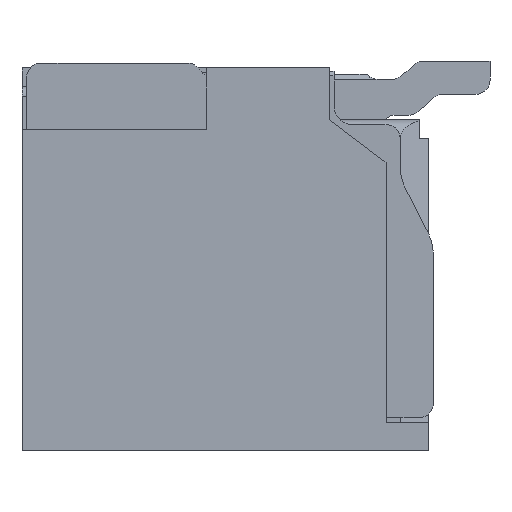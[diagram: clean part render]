
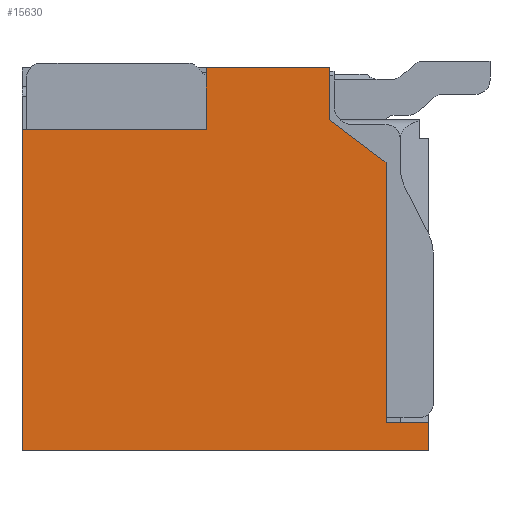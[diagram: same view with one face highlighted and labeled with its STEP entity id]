
A CAD part, left-side view. The second image highlights one B-rep face of the part: STEP entity #15630.
In plain terms, the highlighted planar face has unit normal (-1, 0, 0).
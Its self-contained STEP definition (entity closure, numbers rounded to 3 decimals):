
#204 = DIRECTION ( 'NONE',  ( 0., 0., -1. ) ) ;
#475 = VERTEX_POINT ( 'NONE', #17795 ) ;
#950 = VECTOR ( 'NONE', #20802, 1000. ) ;
#1084 = EDGE_CURVE ( 'NONE', #3567, #19694, #18629, .T. ) ;
#1375 = VECTOR ( 'NONE', #14961, 1000. ) ;
#1376 = CARTESIAN_POINT ( 'NONE',  ( -3.5, -1.1, 2.025 ) ) ;
#1540 = CARTESIAN_POINT ( 'NONE',  ( -3.5, -1.1, 1.475 ) ) ;
#1579 = CARTESIAN_POINT ( 'NONE',  ( -3.5, 0.2, 1.375 ) ) ;
#1807 = EDGE_CURVE ( 'NONE', #15002, #3567, #16930, .T. ) ;
#2081 = VERTEX_POINT ( 'NONE', #13696 ) ;
#2150 = EDGE_CURVE ( 'NONE', #2081, #475, #12570, .T. ) ;
#2256 = CARTESIAN_POINT ( 'NONE',  ( -3.5, 0.2, 0. ) ) ;
#2428 = ORIENTED_EDGE ( 'NONE', *, *, #13385, .F. ) ;
#2477 = EDGE_CURVE ( 'NONE', #7349, #15002, #23131, .T. ) ;
#2710 = VECTOR ( 'NONE', #17185, 1000. ) ;
#2989 = CARTESIAN_POINT ( 'NONE',  ( -3.5, -1.7, 0. ) ) ;
#3173 = PLANE ( 'NONE',  #16575 ) ;
#3469 = VERTEX_POINT ( 'NONE', #22454 ) ;
#3567 = VERTEX_POINT ( 'NONE', #1579 ) ;
#3675 = CARTESIAN_POINT ( 'NONE',  ( -3.5, -1.1, 0. ) ) ;
#3761 = CARTESIAN_POINT ( 'NONE',  ( -3.5, -2.15, -1.725 ) ) ;
#4322 = CARTESIAN_POINT ( 'NONE',  ( -3.5, -1.7, -1.725 ) ) ;
#4897 = EDGE_CURVE ( 'NONE', #19694, #14109, #13536, .T. ) ;
#5252 = VECTOR ( 'NONE', #20399, 1000. ) ;
#6174 = VECTOR ( 'NONE', #204, 1000. ) ;
#6176 = CARTESIAN_POINT ( 'NONE',  ( -3.5, 0., -2.025 ) ) ;
#6205 = ORIENTED_EDGE ( 'NONE', *, *, #4897, .F. ) ;
#6423 = ORIENTED_EDGE ( 'NONE', *, *, #2150, .F. ) ;
#7233 = ORIENTED_EDGE ( 'NONE', *, *, #2477, .F. ) ;
#7349 = VERTEX_POINT ( 'NONE', #9177 ) ;
#7368 = ORIENTED_EDGE ( 'NONE', *, *, #7767, .T. ) ;
#7710 = DIRECTION ( 'NONE',  ( 0., -1., 0. ) ) ;
#7767 = EDGE_CURVE ( 'NONE', #7349, #3469, #22436, .T. ) ;
#8115 = CARTESIAN_POINT ( 'NONE',  ( -3.5, 0., 1.375 ) ) ;
#8467 = VECTOR ( 'NONE', #21828, 1000. ) ;
#8670 = CARTESIAN_POINT ( 'NONE',  ( -3.5, 2.15, 0. ) ) ;
#9102 = CARTESIAN_POINT ( 'NONE',  ( -3.5, 0., -1.725 ) ) ;
#9176 = VERTEX_POINT ( 'NONE', #4322 ) ;
#9177 = CARTESIAN_POINT ( 'NONE',  ( -3.5, 2.15, -2.025 ) ) ;
#11002 = DIRECTION ( 'NONE',  ( 1., 0., 0. ) ) ;
#11420 = LINE ( 'NONE', #3675, #5252 ) ;
#11659 = ORIENTED_EDGE ( 'NONE', *, *, #1807, .F. ) ;
#12220 = ORIENTED_EDGE ( 'NONE', *, *, #1084, .F. ) ;
#12490 = LINE ( 'NONE', #2989, #18145 ) ;
#12570 = LINE ( 'NONE', #1540, #22028 ) ;
#13385 = EDGE_CURVE ( 'NONE', #475, #9176, #12490, .T. ) ;
#13536 = LINE ( 'NONE', #18953, #1375 ) ;
#13696 = CARTESIAN_POINT ( 'NONE',  ( -3.5, -1.1, 1.475 ) ) ;
#14109 = VERTEX_POINT ( 'NONE', #1376 ) ;
#14248 = EDGE_CURVE ( 'NONE', #14109, #2081, #11420, .T. ) ;
#14560 = CARTESIAN_POINT ( 'NONE',  ( -3.5, -2.15, 0. ) ) ;
#14790 = LINE ( 'NONE', #14560, #6174 ) ;
#14961 = DIRECTION ( 'NONE',  ( 0., -1., 0. ) ) ;
#15002 = VERTEX_POINT ( 'NONE', #19029 ) ;
#15630 = ADVANCED_FACE ( 'NONE', ( #19427 ), #3173, .F. ) ;
#15928 = DIRECTION ( 'NONE',  ( 0., 0., -1. ) ) ;
#15941 = VECTOR ( 'NONE', #16364, 1000. ) ;
#16000 = DIRECTION ( 'NONE',  ( 0., 0., -1. ) ) ;
#16193 = VERTEX_POINT ( 'NONE', #3761 ) ;
#16318 = ORIENTED_EDGE ( 'NONE', *, *, #19274, .F. ) ;
#16342 = CARTESIAN_POINT ( 'NONE',  ( -3.5, 0., 0. ) ) ;
#16363 = DIRECTION ( 'NONE',  ( 0., -0.8, -0.6 ) ) ;
#16364 = DIRECTION ( 'NONE',  ( 0., -1., 0. ) ) ;
#16575 = AXIS2_PLACEMENT_3D ( 'NONE', #16342, #11002, #16000 ) ;
#16930 = LINE ( 'NONE', #8115, #2710 ) ;
#17185 = DIRECTION ( 'NONE',  ( 0., -1., 0. ) ) ;
#17642 = ORIENTED_EDGE ( 'NONE', *, *, #23290, .F. ) ;
#17795 = CARTESIAN_POINT ( 'NONE',  ( -3.5, -1.7, 1.025 ) ) ;
#18145 = VECTOR ( 'NONE', #15928, 1000. ) ;
#18629 = LINE ( 'NONE', #2256, #8467 ) ;
#18953 = CARTESIAN_POINT ( 'NONE',  ( -3.5, 0., 2.025 ) ) ;
#19029 = CARTESIAN_POINT ( 'NONE',  ( -3.5, 2.15, 1.375 ) ) ;
#19098 = EDGE_LOOP ( 'NONE', ( #7233, #7368, #17642, #16318, #2428, #6423, #22033, #6205, #12220, #11659 ) ) ;
#19274 = EDGE_CURVE ( 'NONE', #9176, #16193, #21907, .T. ) ;
#19386 = CARTESIAN_POINT ( 'NONE',  ( -3.5, 0.2, 2.025 ) ) ;
#19427 = FACE_OUTER_BOUND ( 'NONE', #19098, .T. ) ;
#19694 = VERTEX_POINT ( 'NONE', #19386 ) ;
#20399 = DIRECTION ( 'NONE',  ( 0., 0., -1. ) ) ;
#20802 = DIRECTION ( 'NONE',  ( 0., 0., 1. ) ) ;
#21828 = DIRECTION ( 'NONE',  ( 0., 0., 1. ) ) ;
#21907 = LINE ( 'NONE', #9102, #15941 ) ;
#22028 = VECTOR ( 'NONE', #16363, 1000. ) ;
#22033 = ORIENTED_EDGE ( 'NONE', *, *, #14248, .F. ) ;
#22324 = VECTOR ( 'NONE', #7710, 1000. ) ;
#22436 = LINE ( 'NONE', #6176, #22324 ) ;
#22454 = CARTESIAN_POINT ( 'NONE',  ( -3.5, -2.15, -2.025 ) ) ;
#23131 = LINE ( 'NONE', #8670, #950 ) ;
#23290 = EDGE_CURVE ( 'NONE', #16193, #3469, #14790, .T. ) ;
